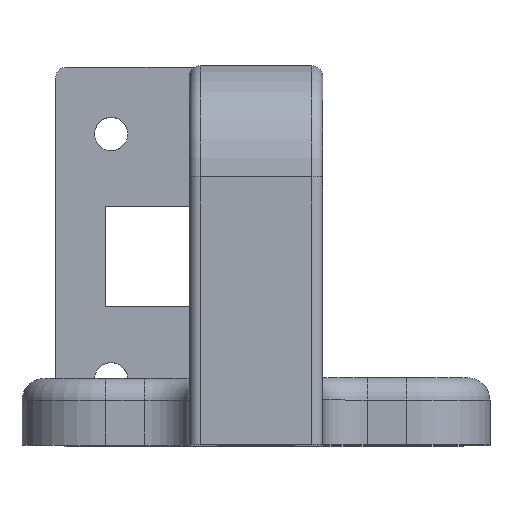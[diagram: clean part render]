
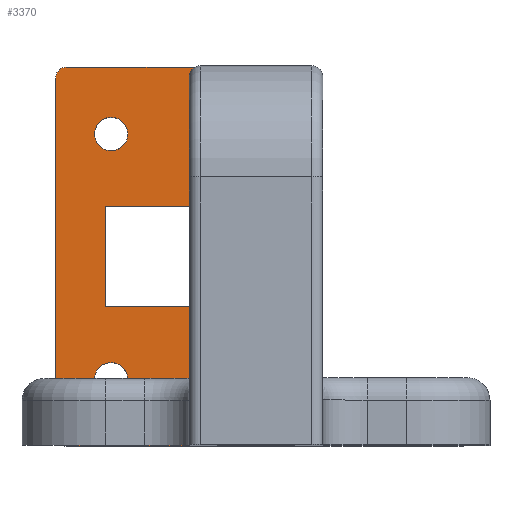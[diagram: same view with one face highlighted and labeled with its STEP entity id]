
A CAD part, top view. The second image highlights one B-rep face of the part: STEP entity #3370.
In plain terms, the highlighted planar face has unit normal (0, 0, 1).
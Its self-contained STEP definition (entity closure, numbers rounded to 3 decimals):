
#124=FACE_BOUND('',#552,.T.);
#125=FACE_BOUND('',#553,.T.);
#126=FACE_BOUND('',#554,.T.);
#184=PLANE('',#3718);
#346=FACE_OUTER_BOUND('',#551,.T.);
#551=EDGE_LOOP('',(#2811,#2812,#2813,#2814,#2815,#2816,#2817,#2818,#2819,
#2820,#2821));
#552=EDGE_LOOP('',(#2822,#2823,#2824,#2825));
#553=EDGE_LOOP('',(#2826));
#554=EDGE_LOOP('',(#2827));
#633=LINE('',#4921,#915);
#645=LINE('',#4953,#927);
#704=LINE('',#5145,#986);
#709=LINE('',#5160,#991);
#742=LINE('',#5335,#1024);
#758=LINE('',#5378,#1040);
#760=LINE('',#5381,#1042);
#790=LINE('',#5632,#1072);
#796=LINE('',#5647,#1078);
#867=LINE('',#6021,#1149);
#868=LINE('',#6026,#1150);
#869=LINE('',#6029,#1151);
#915=VECTOR('',#3867,10.);
#927=VECTOR('',#3893,10.);
#986=VECTOR('',#4020,10.);
#991=VECTOR('',#4033,10.);
#1024=VECTOR('',#4174,10.);
#1040=VECTOR('',#4216,10.);
#1042=VECTOR('',#4220,10.);
#1072=VECTOR('',#4332,10.);
#1078=VECTOR('',#4348,10.);
#1149=VECTOR('',#4603,10.);
#1150=VECTOR('',#4610,10.);
#1151=VECTOR('',#4615,10.);
#1194=CIRCLE('',#3457,1.);
#1276=CIRCLE('',#3719,1.);
#1277=CIRCLE('',#3720,1.);
#1278=CIRCLE('',#3721,1.5);
#1279=CIRCLE('',#3722,1.5);
#1335=VERTEX_POINT('',#4902);
#1336=VERTEX_POINT('',#4904);
#1341=VERTEX_POINT('',#4920);
#1353=VERTEX_POINT('',#4950);
#1354=VERTEX_POINT('',#4952);
#1426=VERTEX_POINT('',#5142);
#1427=VERTEX_POINT('',#5144);
#1432=VERTEX_POINT('',#5157);
#1433=VERTEX_POINT('',#5159);
#1470=VERTEX_POINT('',#5332);
#1471=VERTEX_POINT('',#5334);
#1528=VERTEX_POINT('',#5618);
#1530=VERTEX_POINT('',#5630);
#1534=VERTEX_POINT('',#5646);
#1592=VERTEX_POINT('',#6019);
#1594=VERTEX_POINT('',#6030);
#1595=VERTEX_POINT('',#6032);
#1637=EDGE_CURVE('',#1335,#1336,#1194,.F.);
#1645=EDGE_CURVE('',#1341,#1335,#633,.T.);
#1661=EDGE_CURVE('',#1353,#1354,#645,.T.);
#1746=EDGE_CURVE('',#1427,#1426,#704,.T.);
#1753=EDGE_CURVE('',#1433,#1432,#709,.T.);
#1818=EDGE_CURVE('',#1470,#1471,#742,.T.);
#1840=EDGE_CURVE('',#1432,#1427,#758,.T.);
#1842=EDGE_CURVE('',#1426,#1433,#760,.T.);
#1904=EDGE_CURVE('',#1530,#1528,#790,.T.);
#1911=EDGE_CURVE('',#1528,#1534,#796,.T.);
#2030=EDGE_CURVE('',#1530,#1592,#867,.T.);
#2032=EDGE_CURVE('',#1336,#1592,#868,.T.);
#2033=EDGE_CURVE('',#1471,#1341,#1276,.T.);
#2034=EDGE_CURVE('',#1354,#1470,#1277,.T.);
#2035=EDGE_CURVE('',#1534,#1353,#869,.T.);
#2036=EDGE_CURVE('',#1594,#1594,#1278,.T.);
#2037=EDGE_CURVE('',#1595,#1595,#1279,.T.);
#2811=ORIENTED_EDGE('',*,*,#1904,.F.);
#2812=ORIENTED_EDGE('',*,*,#2030,.T.);
#2813=ORIENTED_EDGE('',*,*,#2032,.F.);
#2814=ORIENTED_EDGE('',*,*,#1637,.F.);
#2815=ORIENTED_EDGE('',*,*,#1645,.F.);
#2816=ORIENTED_EDGE('',*,*,#2033,.F.);
#2817=ORIENTED_EDGE('',*,*,#1818,.F.);
#2818=ORIENTED_EDGE('',*,*,#2034,.F.);
#2819=ORIENTED_EDGE('',*,*,#1661,.F.);
#2820=ORIENTED_EDGE('',*,*,#2035,.F.);
#2821=ORIENTED_EDGE('',*,*,#1911,.F.);
#2822=ORIENTED_EDGE('',*,*,#1746,.T.);
#2823=ORIENTED_EDGE('',*,*,#1842,.T.);
#2824=ORIENTED_EDGE('',*,*,#1753,.T.);
#2825=ORIENTED_EDGE('',*,*,#1840,.T.);
#2826=ORIENTED_EDGE('',*,*,#2036,.T.);
#2827=ORIENTED_EDGE('',*,*,#2037,.T.);
#3370=ADVANCED_FACE('',(#346,#124,#125,#126),#184,.F.);
#3457=AXIS2_PLACEMENT_3D('',#4905,#3848,#3849);
#3718=AXIS2_PLACEMENT_3D('',#6025,#4608,#4609);
#3719=AXIS2_PLACEMENT_3D('',#6027,#4611,#4612);
#3720=AXIS2_PLACEMENT_3D('',#6028,#4613,#4614);
#3721=AXIS2_PLACEMENT_3D('',#6031,#4616,#4617);
#3722=AXIS2_PLACEMENT_3D('',#6033,#4618,#4619);
#3848=DIRECTION('center_axis',(0.,0.,-1.));
#3849=DIRECTION('ref_axis',(-0.707,0.707,0.));
#3867=DIRECTION('',(1.,0.,0.));
#3893=DIRECTION('',(-1.,0.,0.));
#4020=DIRECTION('',(0.,1.,0.));
#4033=DIRECTION('',(0.,-1.,0.));
#4174=DIRECTION('',(0.,1.,0.));
#4216=DIRECTION('',(-1.,0.,0.));
#4220=DIRECTION('',(1.,0.,0.));
#4332=DIRECTION('',(0.,-1.,0.));
#4348=DIRECTION('',(-1.,0.,0.));
#4603=DIRECTION('',(-1.,0.,0.));
#4608=DIRECTION('center_axis',(0.,0.,-1.));
#4609=DIRECTION('ref_axis',(0.,-1.,0.));
#4610=DIRECTION('',(0.,-1.,0.));
#4611=DIRECTION('center_axis',(0.,0.,-1.));
#4612=DIRECTION('ref_axis',(-0.707,0.707,0.));
#4613=DIRECTION('center_axis',(0.,0.,-1.));
#4614=DIRECTION('ref_axis',(-0.707,-0.707,0.));
#4615=DIRECTION('',(0.,-1.,0.));
#4616=DIRECTION('center_axis',(0.,0.,-1.));
#4617=DIRECTION('ref_axis',(-1.,0.,0.));
#4618=DIRECTION('center_axis',(0.,0.,-1.));
#4619=DIRECTION('ref_axis',(-1.,0.,0.));
#4902=CARTESIAN_POINT('',(-5.,17.,0.));
#4904=CARTESIAN_POINT('',(-6.,16.,0.));
#4905=CARTESIAN_POINT('Origin',(-5.,16.,0.));
#4920=CARTESIAN_POINT('',(-17.,17.,0.));
#4921=CARTESIAN_POINT('',(-18.,17.,0.));
#4950=CARTESIAN_POINT('',(-6.,-17.,0.));
#4952=CARTESIAN_POINT('',(-17.,-17.,0.));
#4953=CARTESIAN_POINT('',(6.,-17.,0.));
#5142=CARTESIAN_POINT('',(-13.5,4.5,0.));
#5144=CARTESIAN_POINT('',(-13.5,-4.5,0.));
#5145=CARTESIAN_POINT('',(-13.5,8.75,0.));
#5157=CARTESIAN_POINT('',(1.5,-4.5,0.));
#5159=CARTESIAN_POINT('',(1.5,4.5,0.));
#5160=CARTESIAN_POINT('',(1.5,4.25,0.));
#5332=CARTESIAN_POINT('',(-18.,-16.,0.));
#5334=CARTESIAN_POINT('',(-18.,16.,0.));
#5335=CARTESIAN_POINT('',(-18.,-17.,0.));
#5378=CARTESIAN_POINT('',(-3.75,-4.5,0.));
#5381=CARTESIAN_POINT('',(3.75,4.5,0.));
#5618=CARTESIAN_POINT('',(5.,-10.5,0.));
#5630=CARTESIAN_POINT('',(5.,10.197,0.));
#5632=CARTESIAN_POINT('',(5.,-2.,0.));
#5646=CARTESIAN_POINT('',(-6.,-10.5,0.));
#5647=CARTESIAN_POINT('',(6.,-10.5,0.));
#6019=CARTESIAN_POINT('',(-6.,10.197,0.));
#6021=CARTESIAN_POINT('',(6.,10.197,0.));
#6025=CARTESIAN_POINT('Origin',(6.,13.,0.));
#6026=CARTESIAN_POINT('',(-6.,17.,0.));
#6027=CARTESIAN_POINT('Origin',(-17.,16.,0.));
#6028=CARTESIAN_POINT('Origin',(-17.,-16.,0.));
#6029=CARTESIAN_POINT('',(-6.,17.,0.));
#6030=CARTESIAN_POINT('',(-11.5,-11.,0.));
#6031=CARTESIAN_POINT('Origin',(-13.,-11.,0.));
#6032=CARTESIAN_POINT('',(-11.5,11.,0.));
#6033=CARTESIAN_POINT('Origin',(-13.,11.,0.));
